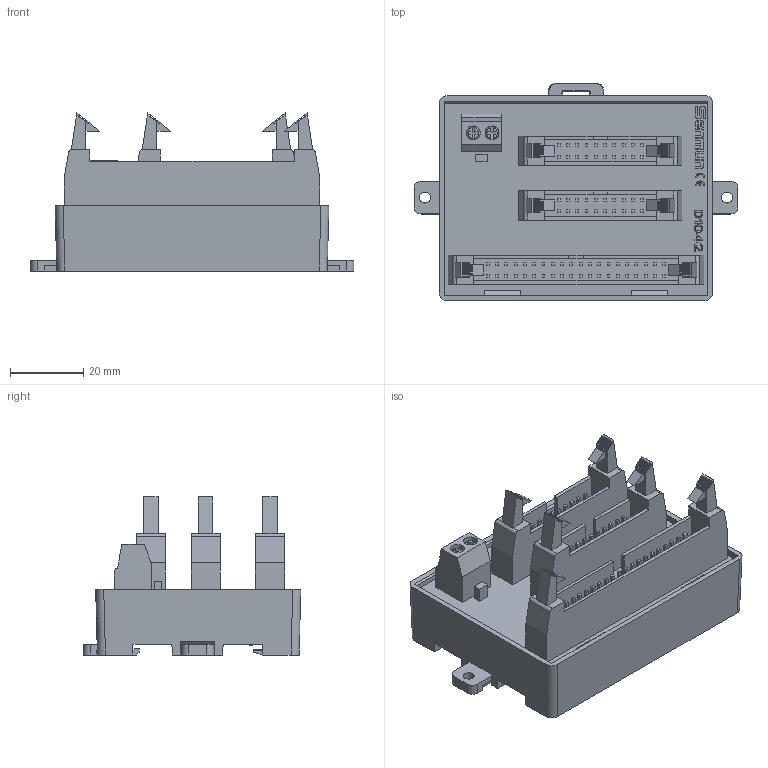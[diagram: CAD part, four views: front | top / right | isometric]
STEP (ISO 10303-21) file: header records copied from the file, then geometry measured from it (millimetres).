
FILE_DESCRIPTION(/* description */ (''),/* implementation_level */ '2;1');
FILE_NAME(/* name */ 'D1042-E.stp',/* time_stamp */ '2024-08-08T18:51:09+08:00',/* author */ (''),/* organization */ (''),/* preprocessor_version */ 'ST-DEVELOPER v14',/* originating_system */ 'SIEMENS PLM Software NX 8.0',/* authorisation */ '');
FILE_SCHEMA (('AUTOMOTIVE_DESIGN { 1 0 10303 214 3 1 1 1 }'));
Length unit declared in the file: millimetre
Products named in the file (1): Admi3C3451A8vk4t
Bounding box: 88.6 x 59.51 x 43.25 mm (x, y, z)
Volume: 76097.2 mm3; surface area: 27184.5 mm2
Topology: 3 solids, 3 shells, 1175 faces, 3095 edges, 2044 vertices
Faces by surface type: plane 1097, cylinder 59, extrusion 9, cone 4, torus 4, bspline 2
Full cylindrical faces by diameter (mm): 3 x2, 3.8 x2
Entity records: 37291 total; most frequent: CARTESIAN_POINT 7215, ORIENTED_EDGE 6178, DIRECTION 5483, EDGE_CURVE 3089, VECTOR 2881, LINE 2872, VERTEX_POINT 2044, EDGE_LOOP 1309
